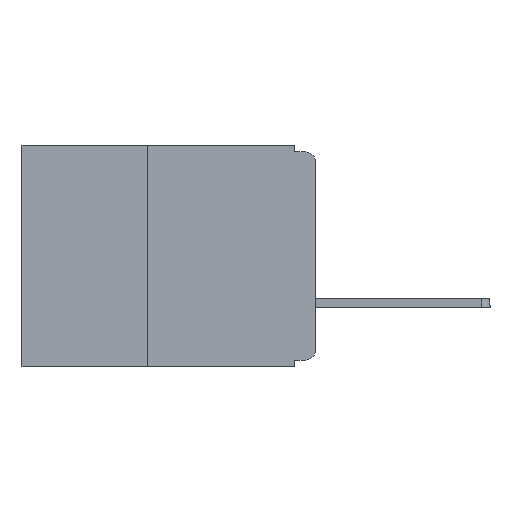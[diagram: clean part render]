
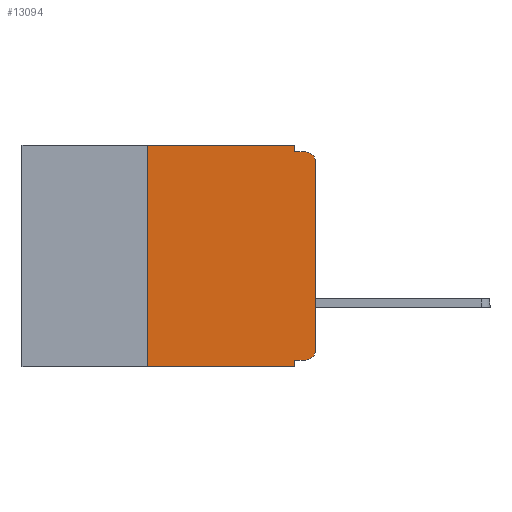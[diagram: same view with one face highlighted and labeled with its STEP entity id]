
A CAD part, left-side view. The second image highlights one B-rep face of the part: STEP entity #13094.
In plain terms, the highlighted planar face has unit normal (-1, 0, 0).
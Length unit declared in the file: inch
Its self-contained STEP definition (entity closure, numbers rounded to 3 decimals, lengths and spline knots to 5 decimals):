
#33 = EDGE_CURVE ( 'NONE', #13095, #2241, #1816, .T. ) ;
#129 = ORIENTED_EDGE ( 'NONE', *, *, #6271, .F. ) ;
#135 = EDGE_CURVE ( 'NONE', #10815, #10449, #3582, .T. ) ;
#164 = LINE ( 'NONE', #3636, #9302 ) ;
#334 = EDGE_CURVE ( 'NONE', #12122, #2241, #1223, .T. ) ;
#367 = EDGE_CURVE ( 'NONE', #10815, #5365, #7117, .T. ) ;
#625 = CARTESIAN_POINT ( 'NONE',  ( 0., 0.031, 0. ) ) ;
#652 = VECTOR ( 'NONE', #11635, 39.37008 ) ;
#658 = CARTESIAN_POINT ( 'NONE',  ( 0., 0.015, -0.01 ) ) ;
#979 = VECTOR ( 'NONE', #6359, 39.37008 ) ;
#1223 = CIRCLE ( 'NONE', #8379, 0.015 ) ;
#1277 = CARTESIAN_POINT ( 'NONE',  ( 0., 0., -0.025 ) ) ;
#1387 = EDGE_CURVE ( 'NONE', #8788, #13095, #9629, .T. ) ;
#1419 = EDGE_CURVE ( 'NONE', #8771, #6688, #164, .T. ) ;
#1478 = EDGE_CURVE ( 'NONE', #8771, #11234, #5127, .T. ) ;
#1481 = CARTESIAN_POINT ( 'NONE',  ( 0., 0.437, 0. ) ) ;
#1482 = EDGE_CURVE ( 'NONE', #10449, #11234, #5476, .T. ) ;
#1752 = DIRECTION ( 'NONE',  ( 1., 0., 0. ) ) ;
#1816 = LINE ( 'NONE', #6942, #4659 ) ;
#1960 = VECTOR ( 'NONE', #14108, 39.37008 ) ;
#2173 = CARTESIAN_POINT ( 'NONE',  ( 0., 0.031, -0.32 ) ) ;
#2241 = VERTEX_POINT ( 'NONE', #658 ) ;
#2296 = DIRECTION ( 'NONE',  ( 0., 0., -1. ) ) ;
#2714 = ORIENTED_EDGE ( 'NONE', *, *, #12509, .T. ) ;
#3143 = CARTESIAN_POINT ( 'NONE',  ( 0., 0.031, -0.33 ) ) ;
#3294 = ORIENTED_EDGE ( 'NONE', *, *, #1419, .F. ) ;
#3323 = DIRECTION ( 'NONE',  ( 0., 0., -1. ) ) ;
#3582 = LINE ( 'NONE', #6923, #11947 ) ;
#3636 = CARTESIAN_POINT ( 'NONE',  ( 0., 0.25, -0.33 ) ) ;
#3960 = ORIENTED_EDGE ( 'NONE', *, *, #334, .T. ) ;
#3981 = LINE ( 'NONE', #1481, #652 ) ;
#4316 = ORIENTED_EDGE ( 'NONE', *, *, #33, .F. ) ;
#4395 = CARTESIAN_POINT ( 'NONE',  ( 0., 0., 0. ) ) ;
#4587 = DIRECTION ( 'NONE',  ( 0., 0., 1. ) ) ;
#4659 = VECTOR ( 'NONE', #13599, 39.37008 ) ;
#5127 = LINE ( 'NONE', #5133, #1960 ) ;
#5133 = CARTESIAN_POINT ( 'NONE',  ( 0., 0.437, -0.33 ) ) ;
#5177 = AXIS2_PLACEMENT_3D ( 'NONE', #6463, #1752, #9919 ) ;
#5365 = VERTEX_POINT ( 'NONE', #14063 ) ;
#5476 = LINE ( 'NONE', #3143, #10725 ) ;
#5713 = CARTESIAN_POINT ( 'NONE',  ( 0., 0.031, -0.33 ) ) ;
#5825 = EDGE_LOOP ( 'NONE', ( #2714, #3960, #4316, #13641, #129, #3294, #5888, #8850, #8993, #9050 ) ) ;
#5888 = ORIENTED_EDGE ( 'NONE', *, *, #1478, .T. ) ;
#6055 = CARTESIAN_POINT ( 'NONE',  ( 0., 0.031, 0. ) ) ;
#6182 = CARTESIAN_POINT ( 'NONE',  ( 0., 0.015, -0.025 ) ) ;
#6271 = EDGE_CURVE ( 'NONE', #6688, #8788, #3981, .T. ) ;
#6359 = DIRECTION ( 'NONE',  ( 0., 0., -1. ) ) ;
#6434 = LINE ( 'NONE', #4395, #8807 ) ;
#6463 = CARTESIAN_POINT ( 'NONE',  ( 0., 0.437, 0. ) ) ;
#6575 = CARTESIAN_POINT ( 'NONE',  ( 0., 0.25, -0.33 ) ) ;
#6688 = VERTEX_POINT ( 'NONE', #8271 ) ;
#6923 = CARTESIAN_POINT ( 'NONE',  ( 0., 0., -0.32 ) ) ;
#6942 = CARTESIAN_POINT ( 'NONE',  ( 0., 0., -0.01 ) ) ;
#7117 = CIRCLE ( 'NONE', #8103, 0.015 ) ;
#7950 = CARTESIAN_POINT ( 'NONE',  ( 0., 0.015, -0.305 ) ) ;
#8103 = AXIS2_PLACEMENT_3D ( 'NONE', #7950, #8418, #2296 ) ;
#8271 = CARTESIAN_POINT ( 'NONE',  ( 0., 0.25, 0. ) ) ;
#8379 = AXIS2_PLACEMENT_3D ( 'NONE', #6182, #9098, #12071 ) ;
#8418 = DIRECTION ( 'NONE',  ( -1., 0., 0. ) ) ;
#8771 = VERTEX_POINT ( 'NONE', #6575 ) ;
#8788 = VERTEX_POINT ( 'NONE', #625 ) ;
#8807 = VECTOR ( 'NONE', #9029, 39.37008 ) ;
#8813 = CARTESIAN_POINT ( 'NONE',  ( 0., 0.031, -0.01 ) ) ;
#8850 = ORIENTED_EDGE ( 'NONE', *, *, #1482, .F. ) ;
#8993 = ORIENTED_EDGE ( 'NONE', *, *, #135, .F. ) ;
#9029 = DIRECTION ( 'NONE',  ( 0., 0., 1. ) ) ;
#9050 = ORIENTED_EDGE ( 'NONE', *, *, #367, .T. ) ;
#9098 = DIRECTION ( 'NONE',  ( -1., 0., 0. ) ) ;
#9302 = VECTOR ( 'NONE', #4587, 39.37008 ) ;
#9548 = DIRECTION ( 'NONE',  ( 0., 1., 0. ) ) ;
#9629 = LINE ( 'NONE', #6055, #979 ) ;
#9919 = DIRECTION ( 'NONE',  ( 0., 0., -1. ) ) ;
#10449 = VERTEX_POINT ( 'NONE', #2173 ) ;
#10725 = VECTOR ( 'NONE', #3323, 39.37008 ) ;
#10815 = VERTEX_POINT ( 'NONE', #12552 ) ;
#11234 = VERTEX_POINT ( 'NONE', #5713 ) ;
#11635 = DIRECTION ( 'NONE',  ( 0., -1., 0. ) ) ;
#11947 = VECTOR ( 'NONE', #9548, 39.37008 ) ;
#12071 = DIRECTION ( 'NONE',  ( 0., 0., -1. ) ) ;
#12122 = VERTEX_POINT ( 'NONE', #1277 ) ;
#12509 = EDGE_CURVE ( 'NONE', #5365, #12122, #6434, .T. ) ;
#12552 = CARTESIAN_POINT ( 'NONE',  ( 0., 0.015, -0.32 ) ) ;
#12716 = PLANE ( 'NONE',  #5177 ) ;
#13094 = ADVANCED_FACE ( 'NONE', ( #13337 ), #12716, .F. ) ;
#13095 = VERTEX_POINT ( 'NONE', #8813 ) ;
#13337 = FACE_OUTER_BOUND ( 'NONE', #5825, .T. ) ;
#13599 = DIRECTION ( 'NONE',  ( 0., -1., 0. ) ) ;
#13641 = ORIENTED_EDGE ( 'NONE', *, *, #1387, .F. ) ;
#14063 = CARTESIAN_POINT ( 'NONE',  ( 0., 0., -0.305 ) ) ;
#14108 = DIRECTION ( 'NONE',  ( 0., -1., 0. ) ) ;
